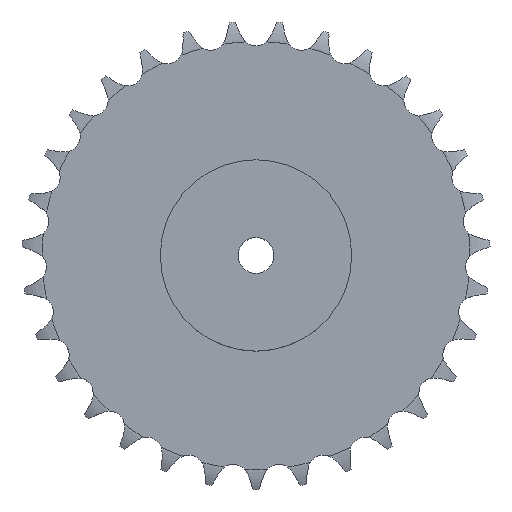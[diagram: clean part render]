
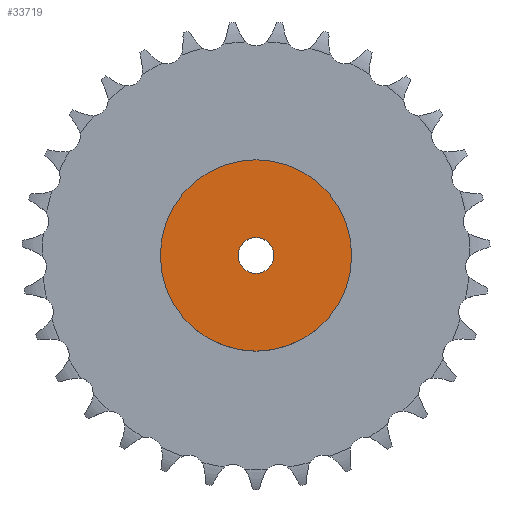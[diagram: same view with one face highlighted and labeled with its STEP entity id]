
A CAD part, top view. The second image highlights one B-rep face of the part: STEP entity #33719.
In plain terms, the highlighted planar face has unit normal (0, 0, 1).
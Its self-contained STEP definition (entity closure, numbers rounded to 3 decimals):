
#4011 = CYLINDRICAL_SURFACE('',#4012,80.);
#4012 = AXIS2_PLACEMENT_3D('',#4013,#4014,#4015);
#4013 = CARTESIAN_POINT('',(0.,0.,0.));
#4014 = DIRECTION('',(-0.,-0.,-1.));
#4015 = DIRECTION('',(1.,0.,0.));
#21310 = VERTEX_POINT('',#21311);
#21311 = CARTESIAN_POINT('',(80.,0.,60.));
#21332 = EDGE_CURVE('',#21310,#21310,#21333,.T.);
#21333 = SURFACE_CURVE('',#21334,(#21339,#21346),.PCURVE_S1.);
#21334 = CIRCLE('',#21335,80.);
#21335 = AXIS2_PLACEMENT_3D('',#21336,#21337,#21338);
#21336 = CARTESIAN_POINT('',(0.,0.,60.));
#21337 = DIRECTION('',(0.,0.,1.));
#21338 = DIRECTION('',(1.,0.,0.));
#21339 = PCURVE('',#4011,#21340);
#21340 = DEFINITIONAL_REPRESENTATION('',(#21341),#21345);
#21341 = LINE('',#21342,#21343);
#21342 = CARTESIAN_POINT('',(-0.,-60.));
#21343 = VECTOR('',#21344,1.);
#21344 = DIRECTION('',(-1.,0.));
#21345 = ( GEOMETRIC_REPRESENTATION_CONTEXT(2) 
PARAMETRIC_REPRESENTATION_CONTEXT() REPRESENTATION_CONTEXT('2D SPACE',''
  ) );
#21346 = PCURVE('',#21347,#21352);
#21347 = PLANE('',#21348);
#21348 = AXIS2_PLACEMENT_3D('',#21349,#21350,#21351);
#21349 = CARTESIAN_POINT('',(0.,0.,60.)
  );
#21350 = DIRECTION('',(0.,0.,1.));
#21351 = DIRECTION('',(1.,0.,0.));
#21352 = DEFINITIONAL_REPRESENTATION('',(#21353),#21357);
#21353 = CIRCLE('',#21354,80.);
#21354 = AXIS2_PLACEMENT_2D('',#21355,#21356);
#21355 = CARTESIAN_POINT('',(0.,0.));
#21356 = DIRECTION('',(1.,0.));
#21357 = ( GEOMETRIC_REPRESENTATION_CONTEXT(2) 
PARAMETRIC_REPRESENTATION_CONTEXT() REPRESENTATION_CONTEXT('2D SPACE',''
  ) );
#28638 = CYLINDRICAL_SURFACE('',#28639,15.);
#28639 = AXIS2_PLACEMENT_3D('',#28640,#28641,#28642);
#28640 = CARTESIAN_POINT('',(0.,0.,591.744));
#28641 = DIRECTION('',(0.,0.,1.));
#28642 = DIRECTION('',(1.,0.,0.));
#33719 = ADVANCED_FACE('',(#33720,#33723),#21347,.T.);
#33720 = FACE_BOUND('',#33721,.T.);
#33721 = EDGE_LOOP('',(#33722));
#33722 = ORIENTED_EDGE('',*,*,#21332,.T.);
#33723 = FACE_BOUND('',#33724,.T.);
#33724 = EDGE_LOOP('',(#33725));
#33725 = ORIENTED_EDGE('',*,*,#33726,.F.);
#33726 = EDGE_CURVE('',#33727,#33727,#33729,.T.);
#33727 = VERTEX_POINT('',#33728);
#33728 = CARTESIAN_POINT('',(15.,0.,60.));
#33729 = SURFACE_CURVE('',#33730,(#33735,#33742),.PCURVE_S1.);
#33730 = CIRCLE('',#33731,15.);
#33731 = AXIS2_PLACEMENT_3D('',#33732,#33733,#33734);
#33732 = CARTESIAN_POINT('',(0.,0.,60.));
#33733 = DIRECTION('',(0.,0.,1.));
#33734 = DIRECTION('',(1.,0.,0.));
#33735 = PCURVE('',#21347,#33736);
#33736 = DEFINITIONAL_REPRESENTATION('',(#33737),#33741);
#33737 = CIRCLE('',#33738,15.);
#33738 = AXIS2_PLACEMENT_2D('',#33739,#33740);
#33739 = CARTESIAN_POINT('',(0.,0.));
#33740 = DIRECTION('',(1.,0.));
#33741 = ( GEOMETRIC_REPRESENTATION_CONTEXT(2) 
PARAMETRIC_REPRESENTATION_CONTEXT() REPRESENTATION_CONTEXT('2D SPACE',''
  ) );
#33742 = PCURVE('',#28638,#33743);
#33743 = DEFINITIONAL_REPRESENTATION('',(#33744),#33748);
#33744 = LINE('',#33745,#33746);
#33745 = CARTESIAN_POINT('',(0.,-531.744));
#33746 = VECTOR('',#33747,1.);
#33747 = DIRECTION('',(1.,0.));
#33748 = ( GEOMETRIC_REPRESENTATION_CONTEXT(2) 
PARAMETRIC_REPRESENTATION_CONTEXT() REPRESENTATION_CONTEXT('2D SPACE',''
  ) );
